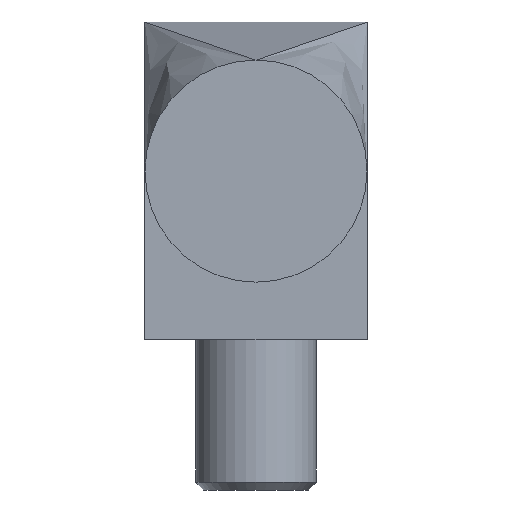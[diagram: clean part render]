
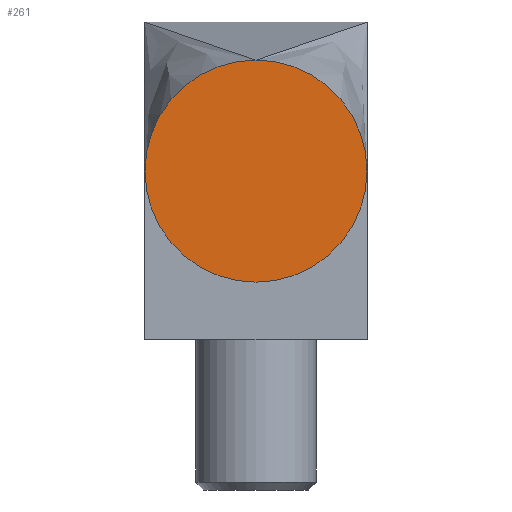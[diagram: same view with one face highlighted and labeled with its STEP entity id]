
A CAD part, front view. The second image highlights one B-rep face of the part: STEP entity #261.
In plain terms, the highlighted planar face has unit normal (0, -1, 0).
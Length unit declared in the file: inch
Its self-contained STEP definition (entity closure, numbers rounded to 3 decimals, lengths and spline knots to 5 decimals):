
#13 = DIRECTION ( 'NONE',  ( 0., -1., 0. ) ) ;
#157 = DIRECTION ( 'NONE',  ( 0., 0., -1. ) ) ;
#186 = AXIS2_PLACEMENT_3D ( 'NONE', #409, #905, #483 ) ;
#261 = ADVANCED_FACE ( 'NONE', ( #498 ), #823, .T. ) ;
#265 = VERTEX_POINT ( 'NONE', #893 ) ;
#274 = VERTEX_POINT ( 'NONE', #320 ) ;
#319 = DIRECTION ( 'NONE',  ( 0., 1., 0. ) ) ;
#320 = CARTESIAN_POINT ( 'NONE',  ( 283.86931, 6.45784, 320.37598 ) ) ;
#326 = AXIS2_PLACEMENT_3D ( 'NONE', #469, #13, #539 ) ;
#409 = CARTESIAN_POINT ( 'NONE',  ( 283.86931, 6.45784, 320.44598 ) ) ;
#420 = EDGE_CURVE ( 'NONE', #265, #274, #730, .T. ) ;
#469 = CARTESIAN_POINT ( 'NONE',  ( 283.86931, 6.45784, 320.44598 ) ) ;
#483 = DIRECTION ( 'NONE',  ( 0., 0., -1. ) ) ;
#490 = EDGE_LOOP ( 'NONE', ( #669, #729 ) ) ;
#498 = FACE_OUTER_BOUND ( 'NONE', #490, .T. ) ;
#539 = DIRECTION ( 'NONE',  ( 0., 0., -1. ) ) ;
#669 = ORIENTED_EDGE ( 'NONE', *, *, #892, .F. ) ;
#716 = AXIS2_PLACEMENT_3D ( 'NONE', #778, #319, #157 ) ;
#729 = ORIENTED_EDGE ( 'NONE', *, *, #420, .F. ) ;
#730 = CIRCLE ( 'NONE', #716, 0.07 ) ;
#778 = CARTESIAN_POINT ( 'NONE',  ( 283.86931, 6.45784, 320.44598 ) ) ;
#800 = CIRCLE ( 'NONE', #186, 0.07 ) ;
#823 = PLANE ( 'NONE',  #326 ) ;
#892 = EDGE_CURVE ( 'NONE', #274, #265, #800, .T. ) ;
#893 = CARTESIAN_POINT ( 'NONE',  ( 283.86931, 6.45784, 320.51598 ) ) ;
#905 = DIRECTION ( 'NONE',  ( 0., 1., 0. ) ) ;
